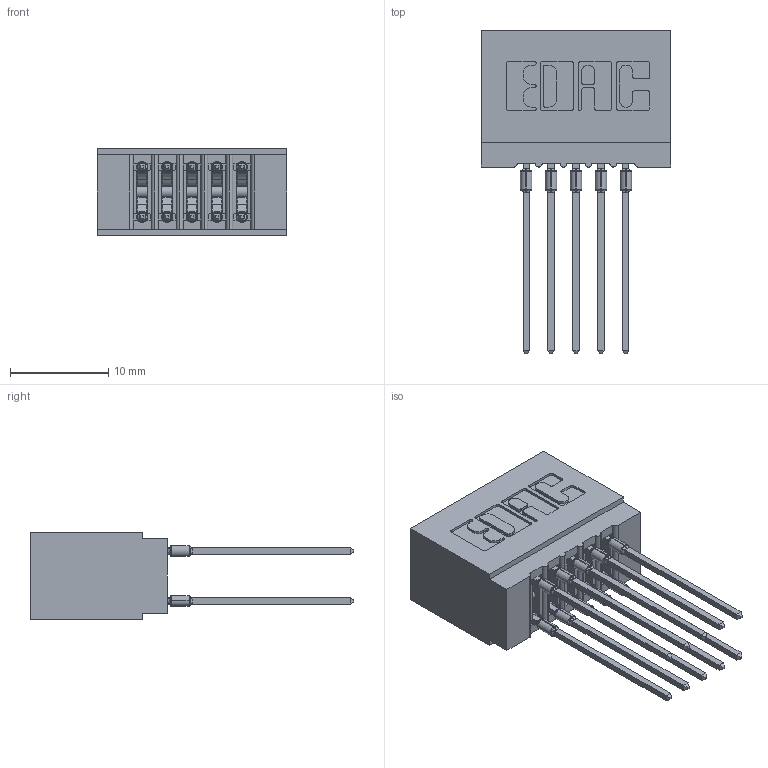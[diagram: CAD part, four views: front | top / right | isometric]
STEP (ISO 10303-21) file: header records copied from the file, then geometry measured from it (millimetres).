
FILE_DESCRIPTION (( 'STEP AP203' ), '1' );
FILE_NAME ('725-010-541-201.STEP', '2018-08-14T00:19:52', ( '' ), ( '' ), 'SwSTEP 2.0', 'SolidWorks 2016', '' );
FILE_SCHEMA (( 'CONFIG_CONTROL_DESIGN' ));
Length unit declared in the file: inch
Products named in the file (3): 725 Part_Insulator Option - 01; 745-292-001_541; 725-010-541-201
Assembly tree (11 placements, depth 2):
  725-010-541-201
    725 Part_Insulator Option - 01
    745-292-001_541  x10
Bounding box: 19.3 x 33.02 x 8.89 mm (x, y, z)
Volume: 1766.2 mm3; surface area: 3136.5 mm2
Topology: 11 solids, 11 shells, 990 faces, 2659 edges, 1678 vertices
Faces by surface type: plane 515, cylinder 215, bspline 200, torus 60
Entity records: 13439 total; most frequent: CARTESIAN_POINT 2843, ORIENTED_EDGE 2204, DIRECTION 1960, EDGE_CURVE 1102, VECTOR 890, LINE 890, VERTEX_POINT 706, AXIS2_PLACEMENT_3D 535
